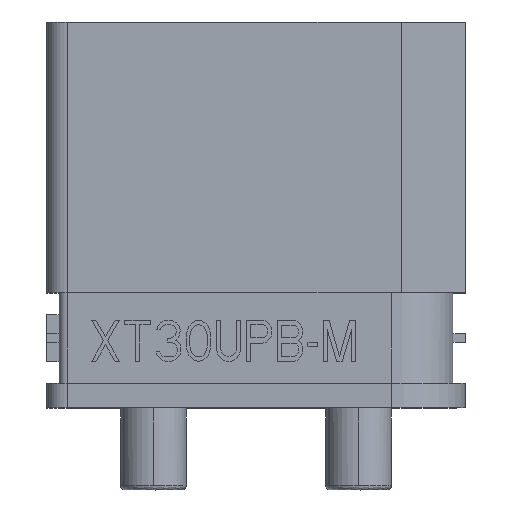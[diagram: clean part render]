
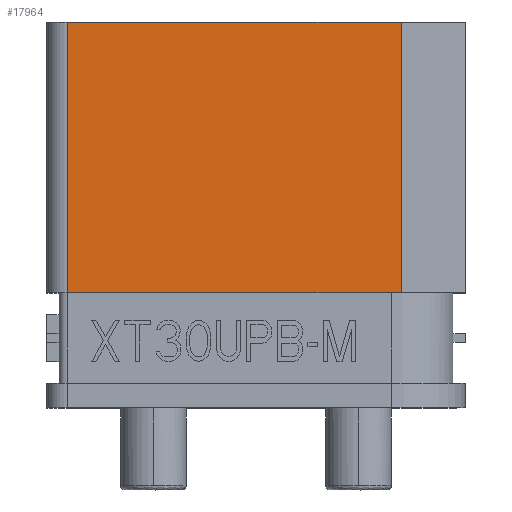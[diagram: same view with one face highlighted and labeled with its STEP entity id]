
A CAD part, top view. The second image highlights one B-rep face of the part: STEP entity #17964.
In plain terms, the highlighted face is planar.
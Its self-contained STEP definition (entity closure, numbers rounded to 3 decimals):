
#521 = LINE ( 'NONE', #19551, #25314 ) ;
#1006 = CARTESIAN_POINT ( 'NONE',  ( 3.3, -2.2, -2.6 ) ) ;
#1989 = PLANE ( 'NONE',  #22276 ) ;
#2919 = CARTESIAN_POINT ( 'NONE',  ( 3.54, -8.8, -2.6 ) ) ;
#3105 = DIRECTION ( 'NONE',  ( -1., 0., 0. ) ) ;
#3237 = DIRECTION ( 'NONE',  ( 0., 0., -1. ) ) ;
#3348 = EDGE_CURVE ( 'NONE', #26369, #16490, #521, .T. ) ;
#4047 = EDGE_CURVE ( 'NONE', #25673, #7280, #26015, .T. ) ;
#4269 = LINE ( 'NONE', #12466, #26839 ) ;
#6867 = EDGE_LOOP ( 'NONE', ( #20174, #16585, #10162, #18313 ) ) ;
#7280 = VERTEX_POINT ( 'NONE', #16788 ) ;
#9198 = DIRECTION ( 'NONE',  ( 0., 1., 0. ) ) ;
#10162 = ORIENTED_EDGE ( 'NONE', *, *, #15555, .T. ) ;
#11106 = DIRECTION ( 'NONE',  ( 1., 0., 0. ) ) ;
#11421 = VECTOR ( 'NONE', #11106, 1000. ) ;
#12466 = CARTESIAN_POINT ( 'NONE',  ( 3.54, -2.2, -2.6 ) ) ;
#12577 = FACE_OUTER_BOUND ( 'NONE', #6867, .T. ) ;
#12876 = CARTESIAN_POINT ( 'NONE',  ( -4.6, -8.8, -2.6 ) ) ;
#13684 = LINE ( 'NONE', #22674, #23338 ) ;
#15555 = EDGE_CURVE ( 'NONE', #7280, #26369, #4269, .T. ) ;
#16124 = EDGE_CURVE ( 'NONE', #16490, #25673, #13684, .T. ) ;
#16490 = VERTEX_POINT ( 'NONE', #12876 ) ;
#16585 = ORIENTED_EDGE ( 'NONE', *, *, #4047, .T. ) ;
#16788 = CARTESIAN_POINT ( 'NONE',  ( 3.54, -2.2, -2.6 ) ) ;
#17964 = ADVANCED_FACE ( 'NONE', ( #12577 ), #1989, .T. ) ;
#18313 = ORIENTED_EDGE ( 'NONE', *, *, #3348, .T. ) ;
#18684 = DIRECTION ( 'NONE',  ( 0., -1., 0. ) ) ;
#19551 = CARTESIAN_POINT ( 'NONE',  ( 3.3, -8.8, -2.6 ) ) ;
#19857 = CARTESIAN_POINT ( 'NONE',  ( -4.6, -2.2, -2.6 ) ) ;
#20174 = ORIENTED_EDGE ( 'NONE', *, *, #16124, .T. ) ;
#21958 = CARTESIAN_POINT ( 'NONE',  ( 3.3, -2.2, -2.6 ) ) ;
#22276 = AXIS2_PLACEMENT_3D ( 'NONE', #1006, #3237, #3105 ) ;
#22674 = CARTESIAN_POINT ( 'NONE',  ( -4.6, -2.2, -2.6 ) ) ;
#23338 = VECTOR ( 'NONE', #9198, 1000. ) ;
#23486 = DIRECTION ( 'NONE',  ( -1., 0., 0. ) ) ;
#25314 = VECTOR ( 'NONE', #23486, 1000. ) ;
#25673 = VERTEX_POINT ( 'NONE', #19857 ) ;
#26015 = LINE ( 'NONE', #21958, #11421 ) ;
#26369 = VERTEX_POINT ( 'NONE', #2919 ) ;
#26839 = VECTOR ( 'NONE', #18684, 1000. ) ;
